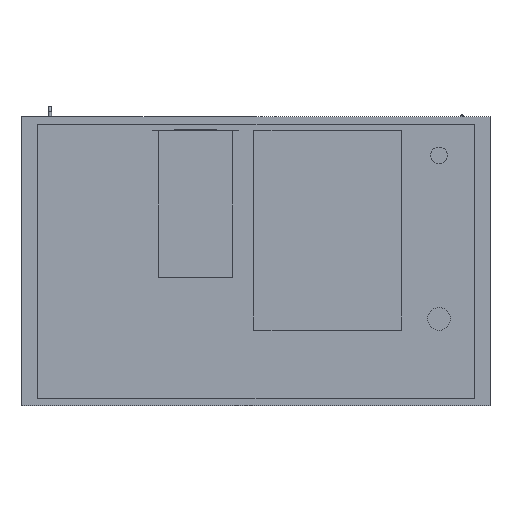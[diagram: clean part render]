
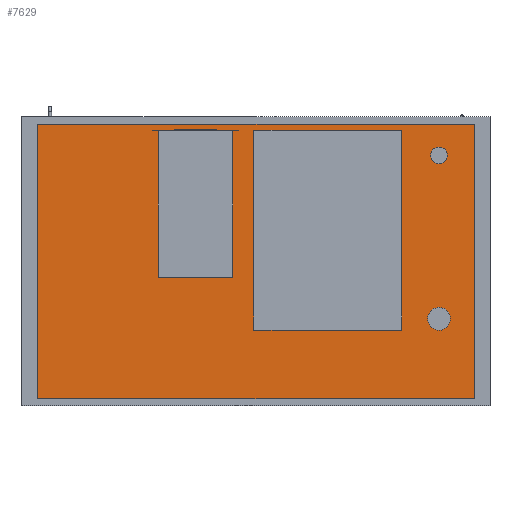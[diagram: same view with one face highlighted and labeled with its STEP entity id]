
A CAD part, front view. The second image highlights one B-rep face of the part: STEP entity #7629.
In plain terms, the highlighted planar face has unit normal (0, -1, 0).
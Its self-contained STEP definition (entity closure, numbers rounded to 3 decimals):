
#118=FACE_BOUND('',#1002,.T.);
#119=FACE_BOUND('',#1003,.T.);
#139=PLANE('',#8176);
#529=FACE_OUTER_BOUND('',#1001,.T.);
#1001=EDGE_LOOP('',(#5388,#5389,#5390,#5391));
#1002=EDGE_LOOP('',(#5392));
#1003=EDGE_LOOP('',(#5393));
#1481=LINE('',#11057,#2412);
#1485=LINE('',#11065,#2416);
#1488=LINE('',#11071,#2419);
#1491=LINE('',#11076,#2422);
#2412=VECTOR('',#8843,10.);
#2416=VECTOR('',#8849,10.);
#2419=VECTOR('',#8854,10.);
#2422=VECTOR('',#8859,10.);
#3330=CIRCLE('',#8160,20.);
#3332=CIRCLE('',#8164,27.5);
#3500=VERTEX_POINT('',#11018);
#3502=VERTEX_POINT('',#11025);
#3511=VERTEX_POINT('',#11055);
#3512=VERTEX_POINT('',#11056);
#3515=VERTEX_POINT('',#11064);
#3517=VERTEX_POINT('',#11070);
#4235=EDGE_CURVE('',#3500,#3500,#3330,.T.);
#4238=EDGE_CURVE('',#3502,#3502,#3332,.T.);
#4251=EDGE_CURVE('',#3511,#3512,#1481,.T.);
#4255=EDGE_CURVE('',#3515,#3511,#1485,.T.);
#4258=EDGE_CURVE('',#3517,#3515,#1488,.T.);
#4261=EDGE_CURVE('',#3512,#3517,#1491,.T.);
#5388=ORIENTED_EDGE('',*,*,#4261,.F.);
#5389=ORIENTED_EDGE('',*,*,#4251,.F.);
#5390=ORIENTED_EDGE('',*,*,#4255,.F.);
#5391=ORIENTED_EDGE('',*,*,#4258,.F.);
#5392=ORIENTED_EDGE('',*,*,#4235,.T.);
#5393=ORIENTED_EDGE('',*,*,#4238,.T.);
#7629=ADVANCED_FACE('',(#529,#118,#119),#139,.F.);
#8160=AXIS2_PLACEMENT_3D('',#11020,#8806,#8807);
#8164=AXIS2_PLACEMENT_3D('',#11027,#8815,#8816);
#8176=AXIS2_PLACEMENT_3D('',#11079,#8863,#8864);
#8806=DIRECTION('center_axis',(0.,1.,0.));
#8807=DIRECTION('ref_axis',(1.,0.,0.));
#8815=DIRECTION('center_axis',(0.,1.,0.));
#8816=DIRECTION('ref_axis',(1.,0.,0.));
#8843=DIRECTION('',(0.,0.,1.));
#8849=DIRECTION('',(-1.,0.,0.));
#8854=DIRECTION('',(0.,0.,-1.));
#8859=DIRECTION('',(1.,0.,0.));
#8863=DIRECTION('center_axis',(0.,1.,0.));
#8864=DIRECTION('ref_axis',(0.,0.,1.));
#11018=CARTESIAN_POINT('',(420.,0.,255.));
#11020=CARTESIAN_POINT('Origin',(440.,0.,255.));
#11025=CARTESIAN_POINT('',(412.5,0.,-138.));
#11027=CARTESIAN_POINT('Origin',(440.,0.,-138.));
#11055=CARTESIAN_POINT('',(-525.,0.,-330.));
#11056=CARTESIAN_POINT('',(-525.,0.,330.));
#11057=CARTESIAN_POINT('',(-525.,0.,-330.));
#11064=CARTESIAN_POINT('',(525.,0.,-330.));
#11065=CARTESIAN_POINT('',(525.,0.,-330.));
#11070=CARTESIAN_POINT('',(525.,0.,330.));
#11071=CARTESIAN_POINT('',(525.,0.,330.));
#11076=CARTESIAN_POINT('',(-525.,0.,330.));
#11079=CARTESIAN_POINT('Origin',(0.,0.,0.));
